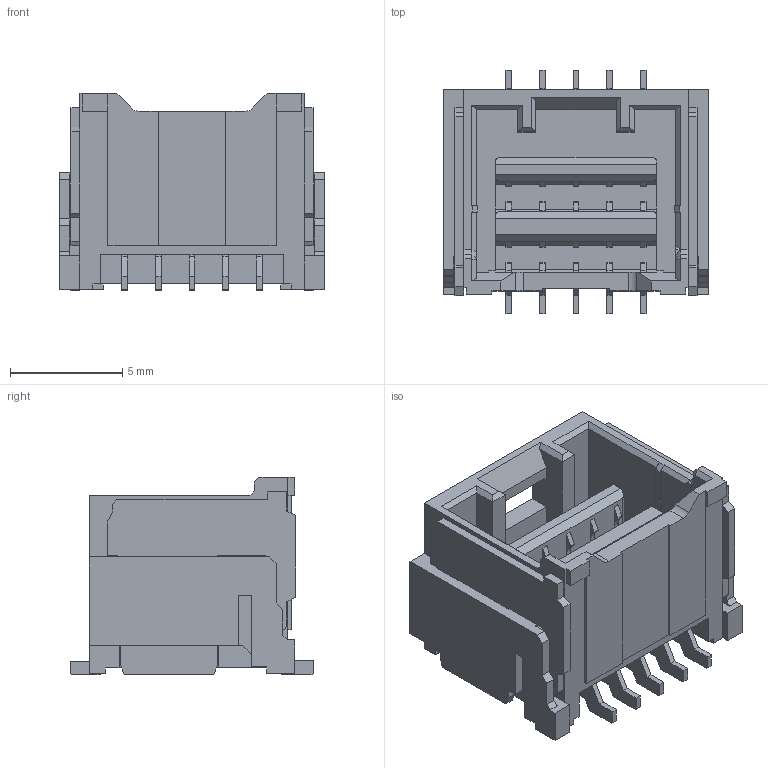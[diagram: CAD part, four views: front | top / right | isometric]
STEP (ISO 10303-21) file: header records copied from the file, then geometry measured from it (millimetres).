
FILE_DESCRIPTION((''),'2;1');
FILE_NAME('2132271010','2020-02-18T',('gga'),(''),'PRO/ENGINEER BY PARAMETRIC TECHNOLOGY CORPORATION, 2016010','PRO/ENGINEER BY PARAMETRIC TECHNOLOGY CORPORATION, 2016010','');
FILE_SCHEMA(('CONFIG_CONTROL_DESIGN'));
Length unit declared in the file: millimetre
Products named in the file (1): 2132271010
Bounding box: 11.8 x 10.85 x 8.8 mm (x, y, z)
Volume: 473 mm3; surface area: 1019.9 mm2
Topology: 1 solids, 1 shells, 575 faces, 1736 edges, 1164 vertices
Faces by surface type: plane 506, cylinder 69
Entity records: 19205 total; most frequent: CARTESIAN_POINT 3508, ORIENTED_EDGE 3376, DIRECTION 2998, EDGE_CURVE 1688, VECTOR 1598, LINE 1598, VERTEX_POINT 1116, AXIS2_PLACEMENT_3D 700
